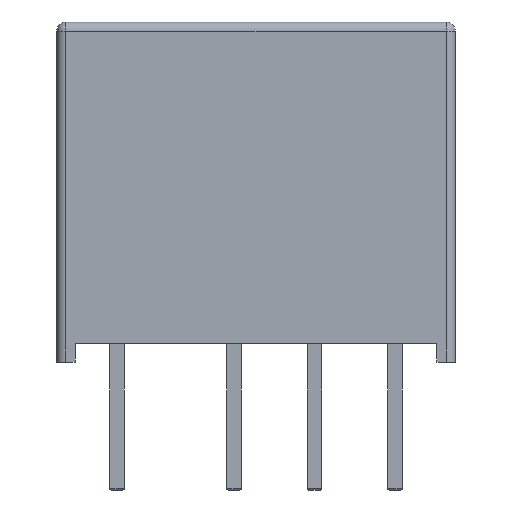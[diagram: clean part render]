
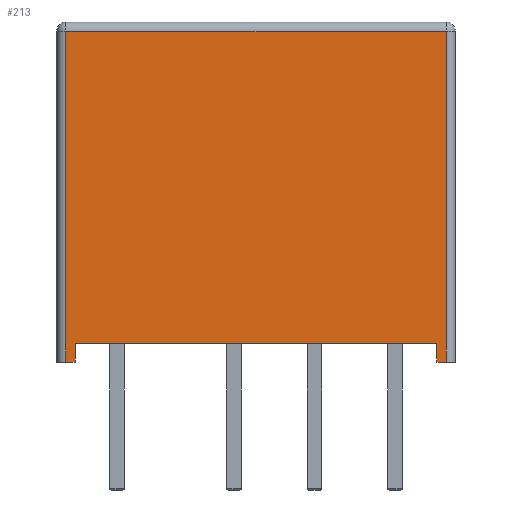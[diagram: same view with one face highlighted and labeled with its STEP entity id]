
A CAD part, left-side view. The second image highlights one B-rep face of the part: STEP entity #213.
In plain terms, the highlighted planar face has unit normal (-1, 0, 0).
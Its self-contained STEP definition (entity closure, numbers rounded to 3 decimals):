
#13=DIRECTION('',(0.,0.,1.));
#42=DIRECTION('',(-1.,0.,0.));
#46=VECTOR('',#47,1.);
#47=DIRECTION('',(0.,1.,0.));
#80=VERTEX_POINT('',#81);
#81=CARTESIAN_POINT('',(-1.4,-9.,9.07));
#87=ORIENTED_EDGE('',*,*,#88,.T.);
#88=EDGE_CURVE('',#80,#89,#91,.T.);
#89=VERTEX_POINT('',#90);
#90=CARTESIAN_POINT('',(-1.4,1.4,9.07));
#91=LINE('',#81,#46);
#163=VECTOR('',#13,1.);
#213=ADVANCED_FACE('',(#214),#249,.T.);
#214=FACE_BOUND('',#215,.T.);
#215=EDGE_LOOP('',(#216,#221,#227,#232,#237,#242,#246,#87));
#216=ORIENTED_EDGE('',*,*,#217,.F.);
#217=EDGE_CURVE('',#218,#89,#220,.T.);
#218=VERTEX_POINT('',#219);
#219=CARTESIAN_POINT('',(-1.4,1.4,0.02));
#220=LINE('',#219,#163);
#221=ORIENTED_EDGE('',*,*,#222,.F.);
#222=EDGE_CURVE('',#223,#218,#225,.T.);
#223=VERTEX_POINT('',#224);
#224=CARTESIAN_POINT('',(-1.4,1.15,0.02));
#225=LINE('',#226,#46);
#226=CARTESIAN_POINT('',(-1.4,-9.25,0.02));
#227=ORIENTED_EDGE('',*,*,#228,.T.);
#228=EDGE_CURVE('',#223,#229,#231,.T.);
#229=VERTEX_POINT('',#230);
#230=CARTESIAN_POINT('',(-1.4,1.15,0.52));
#231=LINE('',#224,#163);
#232=ORIENTED_EDGE('',*,*,#233,.F.);
#233=EDGE_CURVE('',#234,#229,#236,.T.);
#234=VERTEX_POINT('',#235);
#235=CARTESIAN_POINT('',(-1.4,-8.75,0.52));
#236=LINE('',#235,#46);
#237=ORIENTED_EDGE('',*,*,#238,.F.);
#238=EDGE_CURVE('',#239,#234,#241,.T.);
#239=VERTEX_POINT('',#240);
#240=CARTESIAN_POINT('',(-1.4,-8.75,0.02));
#241=LINE('',#240,#163);
#242=ORIENTED_EDGE('',*,*,#243,.F.);
#243=EDGE_CURVE('',#244,#239,#225,.T.);
#244=VERTEX_POINT('',#245);
#245=CARTESIAN_POINT('',(-1.4,-9.,0.02));
#246=ORIENTED_EDGE('',*,*,#247,.T.);
#247=EDGE_CURVE('',#244,#80,#248,.T.);
#248=LINE('',#245,#163);
#249=PLANE('',#250);
#250=AXIS2_PLACEMENT_3D('',#226,#42,#47);
